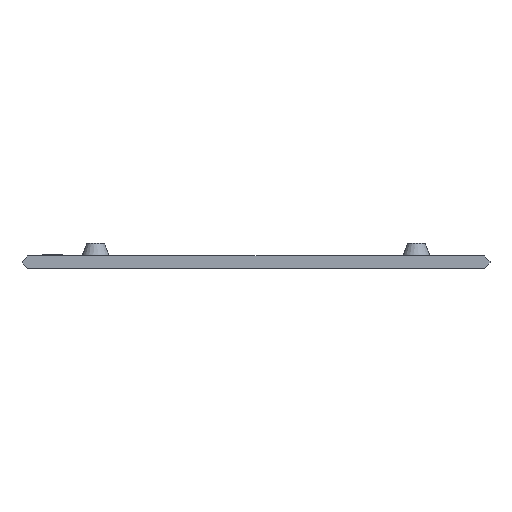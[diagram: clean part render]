
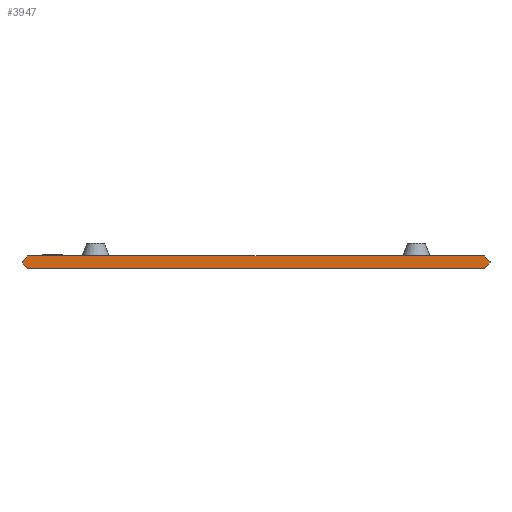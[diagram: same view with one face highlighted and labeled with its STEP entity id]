
A CAD part, front view. The second image highlights one B-rep face of the part: STEP entity #3947.
In plain terms, the highlighted planar face has unit normal (0, -1, 0).
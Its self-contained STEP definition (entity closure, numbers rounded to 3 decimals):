
#418=FACE_OUTER_BOUND('',#671,.T.);
#671=EDGE_LOOP('',(#3599,#3600,#3601,#3602,#3603,#3604,#3605,#3606));
#1025=LINE('',#5659,#1478);
#1028=LINE('',#5664,#1481);
#1030=LINE('',#5684,#1483);
#1032=LINE('',#5688,#1485);
#1117=LINE('',#6707,#1570);
#1119=LINE('',#6711,#1572);
#1124=LINE('',#6730,#1577);
#1125=LINE('',#6731,#1578);
#1478=VECTOR('',#4727,10.);
#1481=VECTOR('',#4732,10.);
#1483=VECTOR('',#4752,10.);
#1485=VECTOR('',#4756,10.);
#1570=VECTOR('',#4919,10.);
#1572=VECTOR('',#4923,10.);
#1577=VECTOR('',#4946,10.);
#1578=VECTOR('',#4947,10.);
#1816=VERTEX_POINT('',#5656);
#1817=VERTEX_POINT('',#5658);
#1818=VERTEX_POINT('',#5662);
#1827=VERTEX_POINT('',#5682);
#1828=VERTEX_POINT('',#5686);
#1943=VERTEX_POINT('',#6705);
#1944=VERTEX_POINT('',#6709);
#1949=VERTEX_POINT('',#6729);
#2301=EDGE_CURVE('',#1817,#1816,#1025,.T.);
#2304=EDGE_CURVE('',#1816,#1818,#1028,.T.);
#2314=EDGE_CURVE('',#1818,#1827,#1030,.T.);
#2316=EDGE_CURVE('',#1827,#1828,#1032,.T.);
#2491=EDGE_CURVE('',#1828,#1943,#1117,.T.);
#2493=EDGE_CURVE('',#1943,#1944,#1119,.T.);
#2502=EDGE_CURVE('',#1944,#1949,#1124,.T.);
#2503=EDGE_CURVE('',#1949,#1817,#1125,.T.);
#3599=ORIENTED_EDGE('',*,*,#2493,.T.);
#3600=ORIENTED_EDGE('',*,*,#2502,.T.);
#3601=ORIENTED_EDGE('',*,*,#2503,.T.);
#3602=ORIENTED_EDGE('',*,*,#2301,.T.);
#3603=ORIENTED_EDGE('',*,*,#2304,.T.);
#3604=ORIENTED_EDGE('',*,*,#2314,.T.);
#3605=ORIENTED_EDGE('',*,*,#2316,.T.);
#3606=ORIENTED_EDGE('',*,*,#2491,.T.);
#3754=PLANE('',#4139);
#3947=ADVANCED_FACE('',(#418),#3754,.T.);
#4139=AXIS2_PLACEMENT_3D('',#6728,#4944,#4945);
#4727=DIRECTION('',(0.707,0.,-0.707));
#4732=DIRECTION('',(1.,0.,0.));
#4752=DIRECTION('',(0.707,0.,0.707));
#4756=DIRECTION('',(0.,0.,1.));
#4919=DIRECTION('',(-0.707,0.,0.707));
#4923=DIRECTION('',(-1.,0.,0.));
#4944=DIRECTION('center_axis',(0.,-1.,0.));
#4945=DIRECTION('ref_axis',(0.,0.,-1.));
#4946=DIRECTION('',(-0.707,0.,-0.707));
#4947=DIRECTION('',(0.,0.,-1.));
#5656=CARTESIAN_POINT('',(-72.5,-15.,-2.));
#5658=CARTESIAN_POINT('',(-74.3,-15.,-0.2));
#5659=CARTESIAN_POINT('',(-74.3,-15.,-0.2));
#5662=CARTESIAN_POINT('',(72.5,-15.,-2.));
#5664=CARTESIAN_POINT('',(72.5,-15.,-2.));
#5682=CARTESIAN_POINT('',(74.3,-15.,-0.2));
#5684=CARTESIAN_POINT('',(74.3,-15.,-0.2));
#5686=CARTESIAN_POINT('',(74.3,-15.,0.2));
#5688=CARTESIAN_POINT('',(74.3,-15.,0.2));
#6705=CARTESIAN_POINT('',(72.5,-15.,2.));
#6707=CARTESIAN_POINT('',(72.5,-15.,2.));
#6709=CARTESIAN_POINT('',(-72.5,-15.,2.));
#6711=CARTESIAN_POINT('',(-72.5,-15.,2.));
#6728=CARTESIAN_POINT('Origin',(0.,-15.,0.));
#6729=CARTESIAN_POINT('',(-74.3,-15.,0.2));
#6730=CARTESIAN_POINT('',(-72.5,-15.,2.));
#6731=CARTESIAN_POINT('',(-74.3,-15.,0.));
